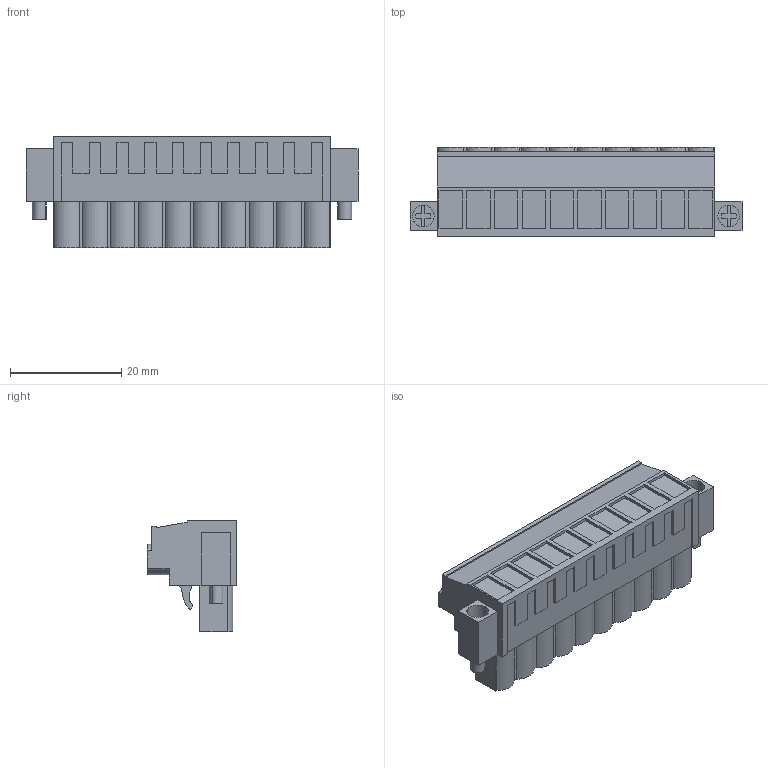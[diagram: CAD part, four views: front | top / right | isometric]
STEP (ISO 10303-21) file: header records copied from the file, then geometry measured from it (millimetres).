
FILE_DESCRIPTION(('CATIA V5 STEP Exchange','CAx-IF Rec.Pracs.--- Model Styling and Organization---1.2---2011-12-15'),'2;1');
FILE_NAME ('D1460360_0_1955950000_1955950000.stp','2017-05-31T12:16:32+00:00',('none'),('Weidmueller'),'CATIA Version 5-6 Release 2014','CATIA V5 STEP AP214','none');
FILE_SCHEMA(('AUTOMOTIVE_DESIGN { 1 0 10303 214 1 1 1 1 }'));
Length unit declared in the file: millimetre
Products named in the file (1): 1955950000
Bounding box: 59.8 x 16.1 x 20.1 mm (x, y, z)
Volume: 10355.3 mm3; surface area: 6206.8 mm2
Topology: 13 solids, 13 shells, 704 faces, 1988 edges, 1354 vertices
Faces by surface type: plane 566, cylinder 138
Entity records: 20940 total; most frequent: ORIENTED_EDGE 3976, CARTESIAN_POINT 3750, DIRECTION 2802, EDGE_CURVE 1988, VECTOR 1644, LINE 1644, VERTEX_POINT 1354, AXIS2_PLACEMENT_3D 752
